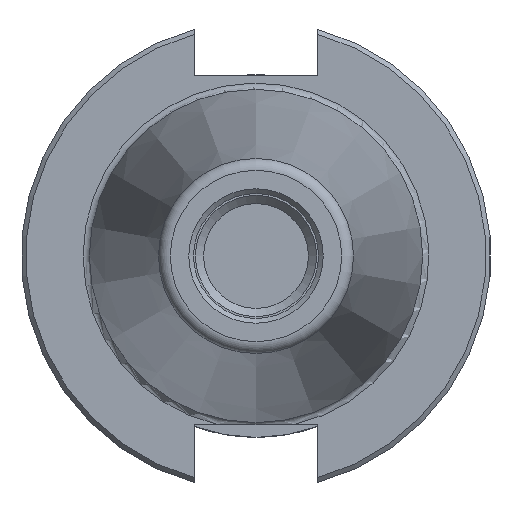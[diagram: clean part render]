
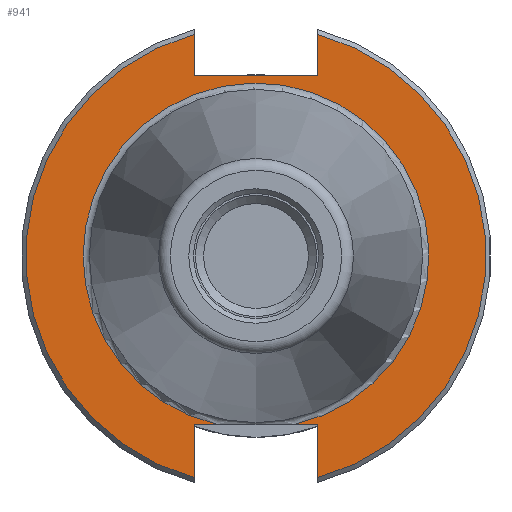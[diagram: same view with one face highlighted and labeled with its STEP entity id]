
A CAD part, left-side view. The second image highlights one B-rep face of the part: STEP entity #941.
In plain terms, the highlighted planar face has unit normal (-1, 0, 0).
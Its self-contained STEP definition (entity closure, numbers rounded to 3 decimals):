
#69=FACE_OUTER_BOUND('',#129,.T.);
#129=EDGE_LOOP('',(#687,#688,#689,#690,#691,#692,#693,#694,#695,#696,#697));
#196=CIRCLE('',#1035,48.225);
#197=CIRCLE('',#1036,48.225);
#198=CIRCLE('',#1037,36.225);
#199=CIRCLE('',#1038,36.225);
#260=LINE('',#1490,#321);
#263=LINE('',#1508,#324);
#275=LINE('',#1553,#336);
#276=LINE('',#1558,#337);
#277=LINE('',#1561,#338);
#278=LINE('',#1565,#339);
#279=LINE('',#1567,#340);
#321=VECTOR('',#1151,8.734);
#324=VECTOR('',#1166,11.147);
#336=VECTOR('',#1212,25.908);
#337=VECTOR('',#1217,4.846);
#338=VECTOR('',#1220,8.734);
#339=VECTOR('',#1223,11.147);
#340=VECTOR('',#1224,4.846);
#393=VERTEX_POINT('',#1487);
#394=VERTEX_POINT('',#1489);
#399=VERTEX_POINT('',#1505);
#400=VERTEX_POINT('',#1507);
#413=VERTEX_POINT('',#1551);
#415=VERTEX_POINT('',#1557);
#416=VERTEX_POINT('',#1560);
#417=VERTEX_POINT('',#1562);
#418=VERTEX_POINT('',#1564);
#419=VERTEX_POINT('',#1566);
#420=VERTEX_POINT('',#1568);
#487=EDGE_CURVE('',#393,#394,#260,.T.);
#495=EDGE_CURVE('',#399,#400,#263,.T.);
#517=EDGE_CURVE('',#393,#413,#275,.T.);
#519=EDGE_CURVE('',#415,#400,#276,.T.);
#520=EDGE_CURVE('',#399,#394,#196,.T.);
#521=EDGE_CURVE('',#416,#413,#277,.T.);
#522=EDGE_CURVE('',#416,#417,#197,.T.);
#523=EDGE_CURVE('',#418,#417,#278,.T.);
#524=EDGE_CURVE('',#418,#419,#279,.T.);
#525=EDGE_CURVE('',#419,#420,#198,.T.);
#526=EDGE_CURVE('',#420,#415,#199,.T.);
#687=ORIENTED_EDGE('',*,*,#519,.T.);
#688=ORIENTED_EDGE('',*,*,#495,.F.);
#689=ORIENTED_EDGE('',*,*,#520,.T.);
#690=ORIENTED_EDGE('',*,*,#487,.F.);
#691=ORIENTED_EDGE('',*,*,#517,.T.);
#692=ORIENTED_EDGE('',*,*,#521,.F.);
#693=ORIENTED_EDGE('',*,*,#522,.T.);
#694=ORIENTED_EDGE('',*,*,#523,.F.);
#695=ORIENTED_EDGE('',*,*,#524,.T.);
#696=ORIENTED_EDGE('',*,*,#525,.T.);
#697=ORIENTED_EDGE('',*,*,#526,.T.);
#913=PLANE('',#1034);
#941=ADVANCED_FACE('',(#69),#913,.F.);
#1034=AXIS2_PLACEMENT_3D('',#1556,#1215,#1216);
#1035=AXIS2_PLACEMENT_3D('',#1559,#1218,#1219);
#1036=AXIS2_PLACEMENT_3D('',#1563,#1221,#1222);
#1037=AXIS2_PLACEMENT_3D('',#1569,#1225,#1226);
#1038=AXIS2_PLACEMENT_3D('',#1570,#1227,#1228);
#1151=DIRECTION('',(0.,0.,1.));
#1166=DIRECTION('',(0.,0.,1.));
#1212=DIRECTION('',(0.,1.,0.));
#1215=DIRECTION('center_axis',(1.,0.,0.));
#1216=DIRECTION('ref_axis',(0.,-1.,0.));
#1217=DIRECTION('',(0.,-1.,0.));
#1218=DIRECTION('center_axis',(-1.,0.,0.));
#1219=DIRECTION('ref_axis',(0.,-0.269,-0.963));
#1220=DIRECTION('',(0.,0.,-1.));
#1221=DIRECTION('center_axis',(-1.,0.,0.));
#1222=DIRECTION('ref_axis',(0.,0.269,0.963));
#1223=DIRECTION('',(0.,0.,-1.));
#1224=DIRECTION('',(0.,-1.,0.));
#1225=DIRECTION('center_axis',(1.,0.,0.));
#1226=DIRECTION('ref_axis',(0.,-1.,0.));
#1227=DIRECTION('center_axis',(1.,0.,0.));
#1228=DIRECTION('ref_axis',(0.,-1.,0.));
#1487=CARTESIAN_POINT('',(3.175,-12.954,37.719));
#1489=CARTESIAN_POINT('',(3.175,-12.954,46.453));
#1490=CARTESIAN_POINT('',(3.175,-12.954,37.719));
#1505=CARTESIAN_POINT('',(3.175,-12.954,-46.453));
#1507=CARTESIAN_POINT('',(3.175,-12.954,-35.306));
#1508=CARTESIAN_POINT('',(3.175,-12.954,-46.453));
#1551=CARTESIAN_POINT('',(3.175,12.954,37.719));
#1553=CARTESIAN_POINT('',(3.175,-12.954,37.719));
#1556=CARTESIAN_POINT('Origin',(3.175,-42.625,0.));
#1557=CARTESIAN_POINT('',(3.175,-8.108,-35.306));
#1558=CARTESIAN_POINT('',(3.175,-8.108,-35.306));
#1559=CARTESIAN_POINT('Origin',(3.175,0.,0.));
#1560=CARTESIAN_POINT('',(3.175,12.954,46.453));
#1561=CARTESIAN_POINT('',(3.175,12.954,46.453));
#1562=CARTESIAN_POINT('',(3.175,12.954,-46.453));
#1563=CARTESIAN_POINT('Origin',(3.175,0.,0.));
#1564=CARTESIAN_POINT('',(3.175,12.954,-35.306));
#1565=CARTESIAN_POINT('',(3.175,12.954,-35.306));
#1566=CARTESIAN_POINT('',(3.175,8.108,-35.306));
#1567=CARTESIAN_POINT('',(3.175,12.954,-35.306));
#1568=CARTESIAN_POINT('',(3.175,36.225,0.));
#1569=CARTESIAN_POINT('Origin',(3.175,0.,0.));
#1570=CARTESIAN_POINT('Origin',(3.175,0.,0.));
